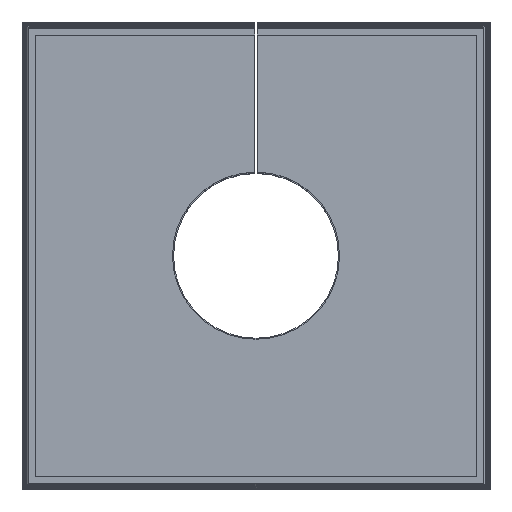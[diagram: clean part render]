
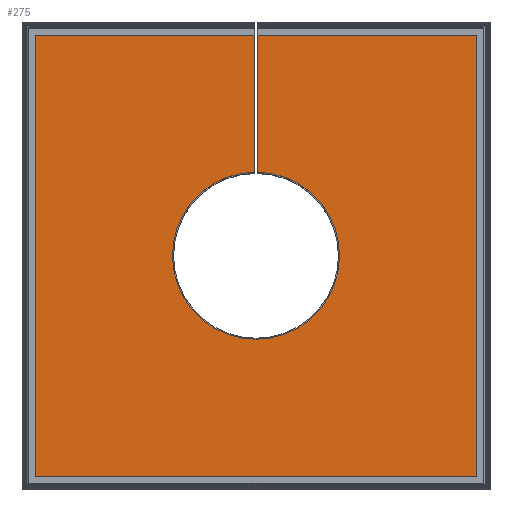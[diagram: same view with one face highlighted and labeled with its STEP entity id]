
A CAD part, top view. The second image highlights one B-rep face of the part: STEP entity #275.
In plain terms, the highlighted planar face has unit normal (0, 0, 1).
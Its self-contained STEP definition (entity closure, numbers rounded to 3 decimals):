
#54=CIRCLE('',#2358,7.5);
#275=ADVANCED_FACE('',(#498),#389,.T.);
#389=PLANE('',#2359);
#498=FACE_OUTER_BOUND('',#628,.T.);
#628=EDGE_LOOP('',(#1133,#1134,#1135,#1136,#1137,#1138,#1139,#1140));
#1133=ORIENTED_EDGE('',*,*,#1766,.F.);
#1134=ORIENTED_EDGE('',*,*,#1767,.T.);
#1135=ORIENTED_EDGE('',*,*,#1768,.T.);
#1136=ORIENTED_EDGE('',*,*,#1769,.T.);
#1137=ORIENTED_EDGE('',*,*,#1770,.T.);
#1138=ORIENTED_EDGE('',*,*,#1537,.T.);
#1139=ORIENTED_EDGE('',*,*,#1771,.T.);
#1140=ORIENTED_EDGE('',*,*,#1772,.F.);
#1323=VERTEX_POINT('',#2946);
#1325=VERTEX_POINT('',#2949);
#1469=VERTEX_POINT('',#3780);
#1470=VERTEX_POINT('',#3781);
#1471=VERTEX_POINT('',#3783);
#1472=VERTEX_POINT('',#3785);
#1473=VERTEX_POINT('',#3787);
#1474=VERTEX_POINT('',#3790);
#1537=EDGE_CURVE('',#1325,#1323,#1859,.T.);
#1766=EDGE_CURVE('',#1469,#1470,#2001,.T.);
#1767=EDGE_CURVE('',#1469,#1471,#2002,.T.);
#1768=EDGE_CURVE('',#1471,#1472,#2003,.T.);
#1769=EDGE_CURVE('',#1472,#1473,#2004,.T.);
#1770=EDGE_CURVE('',#1473,#1325,#2005,.T.);
#1771=EDGE_CURVE('',#1323,#1474,#2006,.T.);
#1772=EDGE_CURVE('',#1470,#1474,#54,.T.);
#1859=LINE('',#2948,#2073);
#2001=LINE('',#3779,#2222);
#2002=LINE('',#3782,#2223);
#2003=LINE('',#3784,#2224);
#2004=LINE('',#3786,#2225);
#2005=LINE('',#3788,#2226);
#2006=LINE('',#3789,#2227);
#2073=VECTOR('',#2444,1.);
#2222=VECTOR('',#2763,1.);
#2223=VECTOR('',#2764,1.);
#2224=VECTOR('',#2765,1.);
#2225=VECTOR('',#2766,1.);
#2226=VECTOR('',#2767,1.);
#2227=VECTOR('',#2768,1.);
#2358=AXIS2_PLACEMENT_3D('',#3791,#2769,#2770);
#2359=AXIS2_PLACEMENT_3D('',#3792,#2771,#2772);
#2444=DIRECTION('',(-1.,0.,0.));
#2763=DIRECTION('',(0.,-1.,0.));
#2764=DIRECTION('',(-1.,0.,0.));
#2765=DIRECTION('',(0.,-1.,0.));
#2766=DIRECTION('',(1.,0.,0.));
#2767=DIRECTION('',(0.,1.,0.));
#2768=DIRECTION('',(0.,-1.,0.));
#2769=DIRECTION('',(0.,0.,1.));
#2770=DIRECTION('',(1.,0.,0.));
#2771=DIRECTION('',(0.,0.,1.));
#2772=DIRECTION('',(-1.,0.,0.));
#2946=CARTESIAN_POINT('',(0.1,19.8,17.7));
#2948=CARTESIAN_POINT('',(19.8,19.8,17.7));
#2949=CARTESIAN_POINT('',(19.8,19.8,17.7));
#3779=CARTESIAN_POINT('',(-0.1,0.,17.7));
#3780=CARTESIAN_POINT('',(-0.1,19.8,17.7));
#3781=CARTESIAN_POINT('',(-0.1,7.499,17.7));
#3782=CARTESIAN_POINT('',(19.8,19.8,17.7));
#3783=CARTESIAN_POINT('',(-19.8,19.8,17.7));
#3784=CARTESIAN_POINT('',(-19.8,19.8,17.7));
#3785=CARTESIAN_POINT('',(-19.8,-19.8,17.7));
#3786=CARTESIAN_POINT('',(-19.8,-19.8,17.7));
#3787=CARTESIAN_POINT('',(19.8,-19.8,17.7));
#3788=CARTESIAN_POINT('',(19.8,-19.8,17.7));
#3789=CARTESIAN_POINT('',(0.1,0.,17.7));
#3790=CARTESIAN_POINT('',(0.1,7.499,17.7));
#3791=CARTESIAN_POINT('',(0.,0.,17.7));
#3792=CARTESIAN_POINT('',(0.,0.,17.7));
